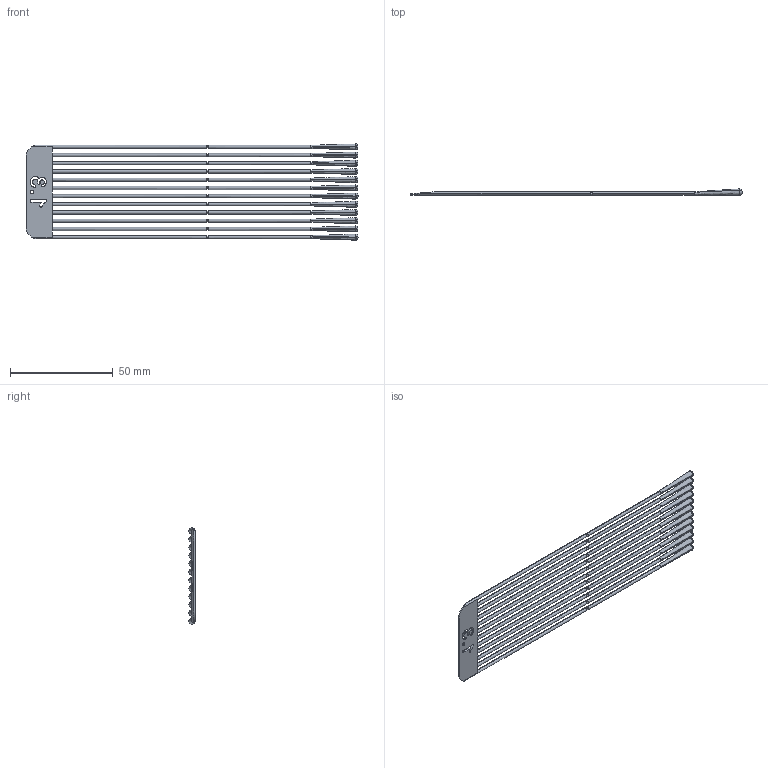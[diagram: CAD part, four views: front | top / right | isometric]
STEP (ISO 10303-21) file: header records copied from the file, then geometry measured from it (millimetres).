
FILE_DESCRIPTION (( 'STEP AP203' ), '1' );
FILE_NAME ('swab_Round v1.3.STEP', '2020-03-21T18:57:03', ( '' ), ( '' ), 'SwSTEP 2.0', 'SolidWorks 2019', '' );
FILE_SCHEMA (( 'CONFIG_CONTROL_DESIGN' ));
Length unit declared in the file: millimetre
Products named in the file (1): swab_Round v1.3
Bounding box: 161.82 x 2.93 x 46.93 mm (x, y, z)
Volume: 4636.5 mm3; surface area: 10717.4 mm2
Topology: 1 solids, 1 shells, 313 faces, 973 edges, 650 vertices
Faces by surface type: plane 101, cylinder 98, bspline 90, sphere 24
Entity records: 19470 total; most frequent: CARTESIAN_POINT 11335, ORIENTED_EDGE 1898, DIRECTION 1495, EDGE_CURVE 949, VERTEX_POINT 638, AXIS2_PLACEMENT_3D 606, CIRCLE 382, EDGE_LOOP 319
